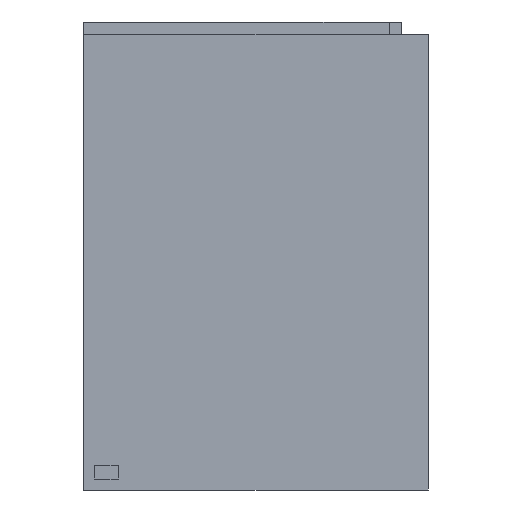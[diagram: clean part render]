
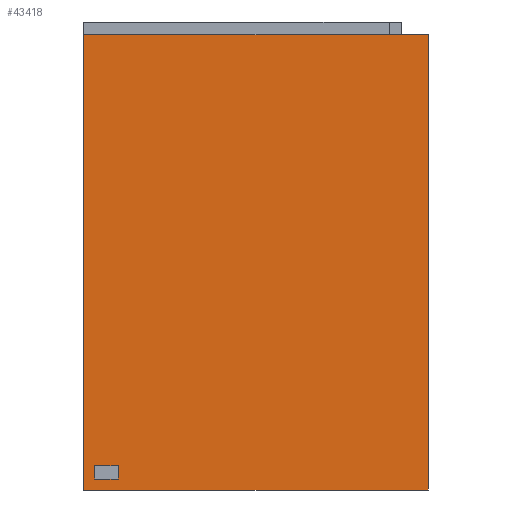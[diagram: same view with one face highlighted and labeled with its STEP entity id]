
A CAD part, left-side view. The second image highlights one B-rep face of the part: STEP entity #43418.
In plain terms, the highlighted planar face has unit normal (-1, 0, 0).
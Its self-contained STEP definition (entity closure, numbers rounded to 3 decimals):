
#4981=FACE_OUTER_BOUND('',#7489,.T.);
#7489=EDGE_LOOP('',(#38440,#38441,#38442,#38443));
#11952=LINE('',#71089,#16572);
#11955=LINE('',#71095,#16575);
#11958=LINE('',#71101,#16578);
#11961=LINE('',#71105,#16581);
#16572=VECTOR('',#58303,1.);
#16575=VECTOR('',#58308,1.);
#16578=VECTOR('',#58313,1.);
#16581=VECTOR('',#58318,1.);
#20709=VERTEX_POINT('',#71086);
#20710=VERTEX_POINT('',#71088);
#20712=VERTEX_POINT('',#71094);
#20714=VERTEX_POINT('',#71100);
#26694=EDGE_CURVE('',#20710,#20709,#11952,.T.);
#26697=EDGE_CURVE('',#20712,#20710,#11955,.T.);
#26700=EDGE_CURVE('',#20714,#20712,#11958,.T.);
#26703=EDGE_CURVE('',#20709,#20714,#11961,.T.);
#38440=ORIENTED_EDGE('',*,*,#26703,.T.);
#38441=ORIENTED_EDGE('',*,*,#26700,.T.);
#38442=ORIENTED_EDGE('',*,*,#26697,.T.);
#38443=ORIENTED_EDGE('',*,*,#26694,.T.);
#41229=PLANE('',#47054);
#43418=ADVANCED_FACE('',(#4981),#41229,.T.);
#47054=AXIS2_PLACEMENT_3D('',#71106,#58319,#58320);
#58303=DIRECTION('',(0.,0.,-1.));
#58308=DIRECTION('',(0.,1.,0.));
#58313=DIRECTION('',(0.,0.,1.));
#58318=DIRECTION('',(0.,-1.,0.));
#58319=DIRECTION('center_axis',(-1.,0.,0.));
#58320=DIRECTION('ref_axis',(0.,0.,1.));
#71086=CARTESIAN_POINT('',(0.,0.,0.));
#71088=CARTESIAN_POINT('',(0.,0.,580.));
#71089=CARTESIAN_POINT('',(0.,0.,580.));
#71094=CARTESIAN_POINT('',(0.,-439.,580.));
#71095=CARTESIAN_POINT('',(0.,-439.,580.));
#71100=CARTESIAN_POINT('',(0.,-439.,0.));
#71101=CARTESIAN_POINT('',(0.,-439.,0.));
#71105=CARTESIAN_POINT('',(0.,0.,0.));
#71106=CARTESIAN_POINT('Origin',(0.,-219.5,
290.));
